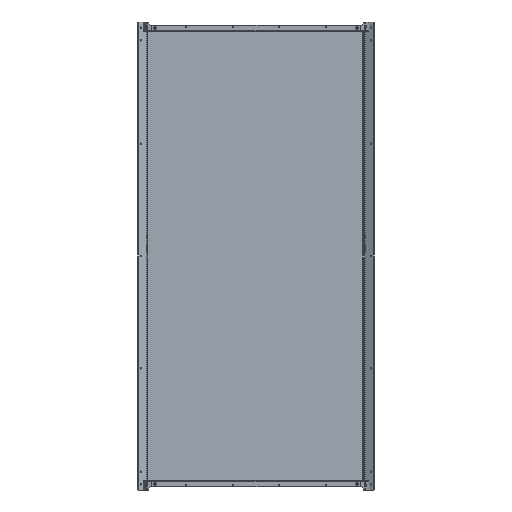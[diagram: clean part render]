
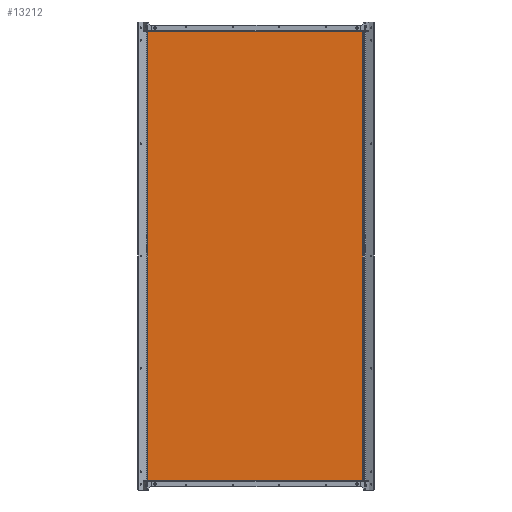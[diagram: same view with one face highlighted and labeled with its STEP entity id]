
A CAD part, front view. The second image highlights one B-rep face of the part: STEP entity #13212.
In plain terms, the highlighted planar face has unit normal (0, -1, 0).
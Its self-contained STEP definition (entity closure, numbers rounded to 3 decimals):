
#400 = EDGE_CURVE ( 'NONE', #7766, #10318, #9626, .T. ) ;
#764 = CARTESIAN_POINT ( 'NONE',  ( 1200., -25., -580. ) ) ;
#1124 = VERTEX_POINT ( 'NONE', #1810 ) ;
#1810 = CARTESIAN_POINT ( 'NONE',  ( -1200., -25., 570. ) ) ;
#1937 = CARTESIAN_POINT ( 'NONE',  ( 0., -25., 0. ) ) ;
#2099 = LINE ( 'NONE', #9676, #13115 ) ;
#2947 = FACE_OUTER_BOUND ( 'NONE', #13761, .T. ) ;
#3107 = VERTEX_POINT ( 'NONE', #6625 ) ;
#4624 = CARTESIAN_POINT ( 'NONE',  ( -1200., -25., 573. ) ) ;
#5248 = ORIENTED_EDGE ( 'NONE', *, *, #400, .F. ) ;
#5249 = CARTESIAN_POINT ( 'NONE',  ( 1200., -25., 570. ) ) ;
#5308 = VECTOR ( 'NONE', #13353, 1000. ) ;
#6070 = EDGE_CURVE ( 'NONE', #3107, #1124, #11193, .T. ) ;
#6529 = ORIENTED_EDGE ( 'NONE', *, *, #6070, .F. ) ;
#6625 = CARTESIAN_POINT ( 'NONE',  ( -1200., -25., -580. ) ) ;
#7306 = DIRECTION ( 'NONE',  ( 0., 1., 0. ) ) ;
#7633 = CARTESIAN_POINT ( 'NONE',  ( 1200., -25., 573. ) ) ;
#7766 = VERTEX_POINT ( 'NONE', #5249 ) ;
#7795 = EDGE_CURVE ( 'NONE', #7766, #1124, #2099, .T. ) ;
#8952 = EDGE_CURVE ( 'NONE', #10318, #3107, #11563, .T. ) ;
#9459 = VECTOR ( 'NONE', #13912, 1000. ) ;
#9518 = PLANE ( 'NONE',  #13198 ) ;
#9624 = ORIENTED_EDGE ( 'NONE', *, *, #7795, .T. ) ;
#9626 = LINE ( 'NONE', #7633, #13764 ) ;
#9676 = CARTESIAN_POINT ( 'NONE',  ( 4825.051, -25., 570. ) ) ;
#10318 = VERTEX_POINT ( 'NONE', #11279 ) ;
#10578 = DIRECTION ( 'NONE',  ( 0., 0., -1. ) ) ;
#10844 = DIRECTION ( 'NONE',  ( 0., 0., -1. ) ) ;
#11193 = LINE ( 'NONE', #4624, #5308 ) ;
#11279 = CARTESIAN_POINT ( 'NONE',  ( 1200., -25., -580. ) ) ;
#11563 = LINE ( 'NONE', #764, #9459 ) ;
#12834 = DIRECTION ( 'NONE',  ( -1., 0., 0. ) ) ;
#12986 = ORIENTED_EDGE ( 'NONE', *, *, #8952, .F. ) ;
#13115 = VECTOR ( 'NONE', #12834, 1000. ) ;
#13198 = AXIS2_PLACEMENT_3D ( 'NONE', #1937, #7306, #10578 ) ;
#13212 = ADVANCED_FACE ( 'NONE', ( #2947 ), #9518, .F. ) ;
#13353 = DIRECTION ( 'NONE',  ( 0., 0., 1. ) ) ;
#13761 = EDGE_LOOP ( 'NONE', ( #6529, #12986, #5248, #9624 ) ) ;
#13764 = VECTOR ( 'NONE', #10844, 1000. ) ;
#13912 = DIRECTION ( 'NONE',  ( -1., 0., 0. ) ) ;
